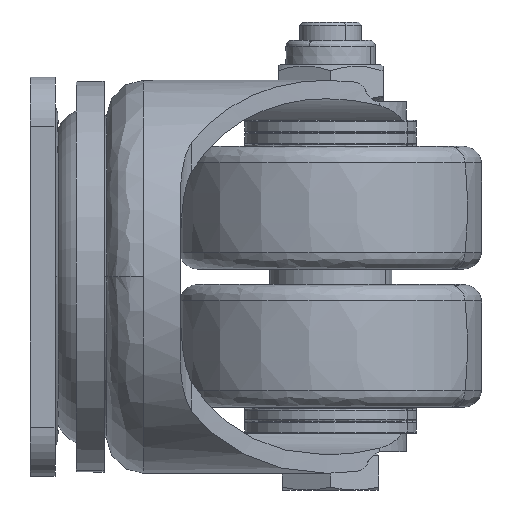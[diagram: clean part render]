
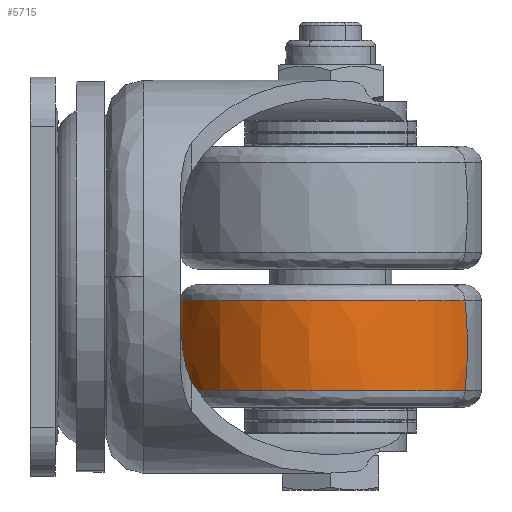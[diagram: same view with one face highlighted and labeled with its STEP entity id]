
A CAD part, left-side view. The second image highlights one B-rep face of the part: STEP entity #5715.
In plain terms, the highlighted free-form (B-spline) face has degree [3, 3] with [4, 4] control points.
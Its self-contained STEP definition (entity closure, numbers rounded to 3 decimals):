
#489 = EDGE_CURVE ( 'NONE', #10402, #7875, #7171, .T. ) ;
#1198 = AXIS2_PLACEMENT_3D ( 'NONE', #12352, #14427, #11000 ) ;
#1541 = EDGE_CURVE ( 'NONE', #7875, #7507, #15741, .T. ) ;
#1926 = DIRECTION ( 'NONE',  ( -1., 0., 0. ) ) ;
#1945 = DIRECTION ( 'NONE',  ( -1., 0., 0. ) ) ;
#2352 = EDGE_LOOP ( 'NONE', ( #13619, #10824, #6670, #15887 ) ) ;
#2358 = CARTESIAN_POINT ( 'NONE',  ( 13.997, 0., -25.128 ) ) ;
#2440 = CARTESIAN_POINT ( 'NONE',  ( 9.103, 0., 25.128 ) ) ;
#3111 = CARTESIAN_POINT ( 'NONE',  ( 4.237, 0., 0. ) ) ;
#3718 = CARTESIAN_POINT ( 'NONE',  ( 4.237, 0., -24.617 ) ) ;
#4033 = EDGE_CURVE ( 'NONE', #6441, #7507, #11208, .T. ) ;
#4806 = DIRECTION ( 'NONE',  ( 0., 0., 1. ) ) ;
#4988 = CARTESIAN_POINT ( 'NONE',  ( 18.863, -49.234, -24.617 ) ) ;
#5154 = CARTESIAN_POINT ( 'NONE',  ( 4.237, -49.234, 24.617 ) ) ;
#5259 = CARTESIAN_POINT ( 'NONE',  ( 18.863, 0., -24.617 ) ) ;
#5715 = ADVANCED_FACE ( 'NONE', ( #7239 ), #16577, .T. ) ;
#6067 = CARTESIAN_POINT ( 'NONE',  ( 4.237, -49.234, -24.617 ) ) ;
#6441 = VERTEX_POINT ( 'NONE', #5259 ) ;
#6670 = ORIENTED_EDGE ( 'NONE', *, *, #4033, .T. ) ;
#6908 = AXIS2_PLACEMENT_3D ( 'NONE', #7226, #1945, #4806 ) ;
#6946 = EDGE_CURVE ( 'NONE', #10402, #6441, #9460, .T. ) ;
#7107 = CARTESIAN_POINT ( 'NONE',  ( 4.237, 0., -24.617 ) ) ;
#7171 = CIRCLE ( 'NONE', #9991, 24.617 ) ;
#7226 = CARTESIAN_POINT ( 'NONE',  ( 18.863, 0., 0. ) ) ;
#7239 = FACE_OUTER_BOUND ( 'NONE', #2352, .T. ) ;
#7328 = CARTESIAN_POINT ( 'NONE',  ( 4.237, 0., 24.617 ) ) ;
#7507 = VERTEX_POINT ( 'NONE', #11333 ) ;
#7875 = VERTEX_POINT ( 'NONE', #10704 ) ;
#8169 = DIRECTION ( 'NONE',  ( 0., -1., 0. ) ) ;
#8678 = CARTESIAN_POINT ( 'NONE',  ( 13.997, -50.256, -25.128 ) ) ;
#8938 = CARTESIAN_POINT ( 'NONE',  ( 9.103, 0., -25.128 ) ) ;
#9460 = CIRCLE ( 'NONE', #15102, 70. ) ;
#9991 = AXIS2_PLACEMENT_3D ( 'NONE', #3111, #1926, #12282 ) ;
#10108 = CARTESIAN_POINT ( 'NONE',  ( 18.863, -49.234, 24.617 ) ) ;
#10402 = VERTEX_POINT ( 'NONE', #7107 ) ;
#10625 = CARTESIAN_POINT ( 'NONE',  ( 11.55, 0., 45. ) ) ;
#10704 = CARTESIAN_POINT ( 'NONE',  ( 4.237, 0., 24.617 ) ) ;
#10824 = ORIENTED_EDGE ( 'NONE', *, *, #6946, .T. ) ;
#11000 = DIRECTION ( 'NONE',  ( 0., 0., 1. ) ) ;
#11206 = CARTESIAN_POINT ( 'NONE',  ( 18.863, 0., -24.617 ) ) ;
#11208 = CIRCLE ( 'NONE', #6908, 24.617 ) ;
#11333 = CARTESIAN_POINT ( 'NONE',  ( 18.863, 0., 24.617 ) ) ;
#12282 = DIRECTION ( 'NONE',  ( 0., 0., 1. ) ) ;
#12352 = CARTESIAN_POINT ( 'NONE',  ( 11.55, 0., -45. ) ) ;
#12477 = CARTESIAN_POINT ( 'NONE',  ( 13.997, -50.256, 25.128 ) ) ;
#13312 = DIRECTION ( 'NONE',  ( 0., 0., -1. ) ) ;
#13619 = ORIENTED_EDGE ( 'NONE', *, *, #489, .F. ) ;
#13739 = CARTESIAN_POINT ( 'NONE',  ( 13.997, 0., 25.128 ) ) ;
#14427 = DIRECTION ( 'NONE',  ( 0., 1., 0. ) ) ;
#15102 = AXIS2_PLACEMENT_3D ( 'NONE', #10625, #8169, #13312 ) ;
#15344 = CARTESIAN_POINT ( 'NONE',  ( 18.863, 0., 24.617 ) ) ;
#15433 = CARTESIAN_POINT ( 'NONE',  ( 9.103, -50.256, -25.128 ) ) ;
#15741 = CIRCLE ( 'NONE', #1198, 70. ) ;
#15887 = ORIENTED_EDGE ( 'NONE', *, *, #1541, .F. ) ;
#16577 =( BOUNDED_SURFACE ( )  B_SPLINE_SURFACE ( 3, 3, ( 
 ( #3718, #6067, #5154, #7328 ),
 ( #8938, #15433, #16589, #2440 ),
 ( #2358, #8678, #12477, #13739 ),
 ( #11206, #4988, #10108, #15344 ) ),
 .UNSPECIFIED., .F., .F., .F. ) 
 B_SPLINE_SURFACE_WITH_KNOTS ( ( 4, 4 ),
 ( 4, 4 ),
 ( 0., 1. ),
 ( 0., 1. ),
 .UNSPECIFIED. ) 
 GEOMETRIC_REPRESENTATION_ITEM ( )  RATIONAL_B_SPLINE_SURFACE ( (
 ( 1., 0.333, 0.333, 1.),
 ( 0.996, 0.332, 0.332, 0.996),
 ( 0.996, 0.332, 0.332, 0.996),
 ( 1., 0.333, 0.333, 1.) ) ) 
 REPRESENTATION_ITEM ( '' )  SURFACE ( )  );
#16589 = CARTESIAN_POINT ( 'NONE',  ( 9.103, -50.256, 25.128 ) ) ;
